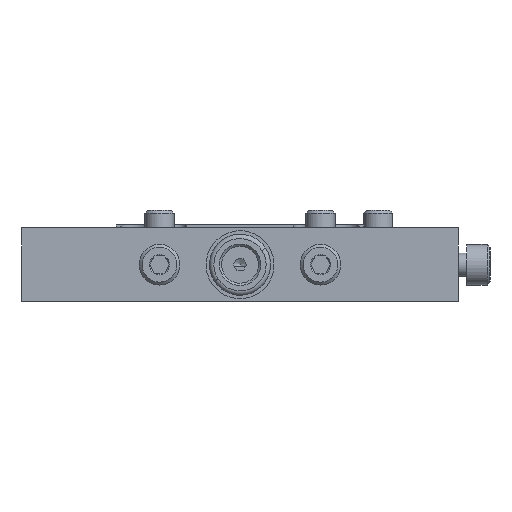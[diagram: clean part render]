
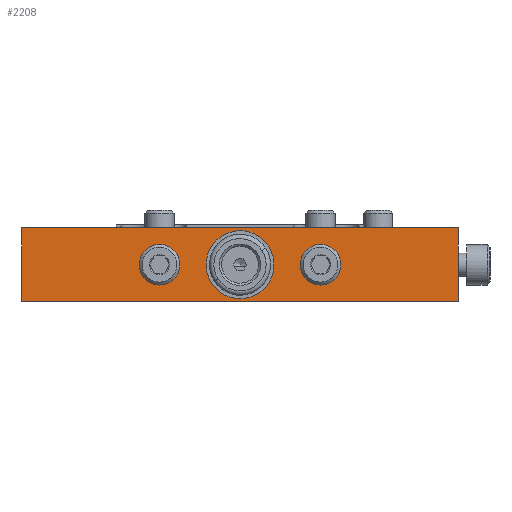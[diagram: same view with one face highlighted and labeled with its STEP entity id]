
A CAD part, front view. The second image highlights one B-rep face of the part: STEP entity #2208.
In plain terms, the highlighted planar face has unit normal (0, -1, 0).
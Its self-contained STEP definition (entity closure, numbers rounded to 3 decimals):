
#1827=FACE_BOUND('',#2784,.T.);
#1828=FACE_BOUND('',#2785,.T.);
#1829=FACE_BOUND('',#2786,.T.);
#1830=FACE_BOUND('',#2787,.T.);
#2033=CIRCLE('',#5771,2.019);
#2034=CIRCLE('',#5772,1.65);
#2035=CIRCLE('',#5773,1.65);
#2208=ADVANCED_FACE('',(#1827,#1828,#1829,#1830),#2463,.F.);
#2463=PLANE('',#5774);
#2784=EDGE_LOOP('',(#3200));
#2785=EDGE_LOOP('',(#3201));
#2786=EDGE_LOOP('',(#3202));
#2787=EDGE_LOOP('',(#3203,#3204,#3205,#3206));
#3200=ORIENTED_EDGE('',*,*,#4673,.T.);
#3201=ORIENTED_EDGE('',*,*,#4674,.T.);
#3202=ORIENTED_EDGE('',*,*,#4675,.T.);
#3203=ORIENTED_EDGE('',*,*,#4676,.T.);
#3204=ORIENTED_EDGE('',*,*,#4677,.F.);
#3205=ORIENTED_EDGE('',*,*,#4639,.F.);
#3206=ORIENTED_EDGE('',*,*,#4671,.T.);
#4255=VERTEX_POINT('',#7511);
#4256=VERTEX_POINT('',#7513);
#4287=VERTEX_POINT('',#7576);
#4288=VERTEX_POINT('',#7581);
#4289=VERTEX_POINT('',#7583);
#4290=VERTEX_POINT('',#7585);
#4291=VERTEX_POINT('',#7587);
#4639=EDGE_CURVE('',#4255,#4256,#5168,.T.);
#4671=EDGE_CURVE('',#4255,#4287,#5188,.T.);
#4673=EDGE_CURVE('',#4288,#4288,#2033,.T.);
#4674=EDGE_CURVE('',#4289,#4289,#2034,.T.);
#4675=EDGE_CURVE('',#4290,#4290,#2035,.T.);
#4676=EDGE_CURVE('',#4287,#4291,#5190,.T.);
#4677=EDGE_CURVE('',#4256,#4291,#5191,.T.);
#5168=LINE('',#7512,#5460);
#5188=LINE('',#7577,#5480);
#5190=LINE('',#7586,#5482);
#5191=LINE('',#7588,#5483);
#5460=VECTOR('',#6268,1.);
#5480=VECTOR('',#6314,1.);
#5482=VECTOR('',#6324,1.);
#5483=VECTOR('',#6325,1.);
#5771=AXIS2_PLACEMENT_3D('',#7580,#6318,#6319);
#5772=AXIS2_PLACEMENT_3D('',#7582,#6320,#6321);
#5773=AXIS2_PLACEMENT_3D('',#7584,#6322,#6323);
#5774=AXIS2_PLACEMENT_3D('',#7589,#6326,#6327);
#6268=DIRECTION('',(1.,0.,0.));
#6314=DIRECTION('',(0.,0.,-1.));
#6318=DIRECTION('',(0.,1.,0.));
#6319=DIRECTION('',(0.,0.,1.));
#6320=DIRECTION('',(0.,1.,0.));
#6321=DIRECTION('',(0.,0.,1.));
#6322=DIRECTION('',(0.,1.,0.));
#6323=DIRECTION('',(0.,0.,1.));
#6324=DIRECTION('',(1.,0.,0.));
#6325=DIRECTION('',(0.,0.,-1.));
#6326=DIRECTION('',(0.,1.,0.));
#6327=DIRECTION('',(0.,0.,1.));
#7511=CARTESIAN_POINT('',(-37.5,-36.,12.7));
#7512=CARTESIAN_POINT('',(-37.5,-36.,12.7));
#7513=CARTESIAN_POINT('',(37.5,-36.,12.7));
#7576=CARTESIAN_POINT('',(-37.5,-36.,0.));
#7577=CARTESIAN_POINT('',(-37.5,-36.,12.7));
#7580=CARTESIAN_POINT('',(0.,-36.,6.35));
#7581=CARTESIAN_POINT('',(0.,-36.,8.369));
#7582=CARTESIAN_POINT('',(13.85,-36.,6.35));
#7583=CARTESIAN_POINT('',(13.85,-36.,8.));
#7584=CARTESIAN_POINT('',(-13.85,-36.,6.35));
#7585=CARTESIAN_POINT('',(-13.85,-36.,8.));
#7586=CARTESIAN_POINT('',(-37.5,-36.,0.));
#7587=CARTESIAN_POINT('',(37.5,-36.,0.));
#7588=CARTESIAN_POINT('',(37.5,-36.,12.7));
#7589=CARTESIAN_POINT('',(-37.5,-36.,12.7));
